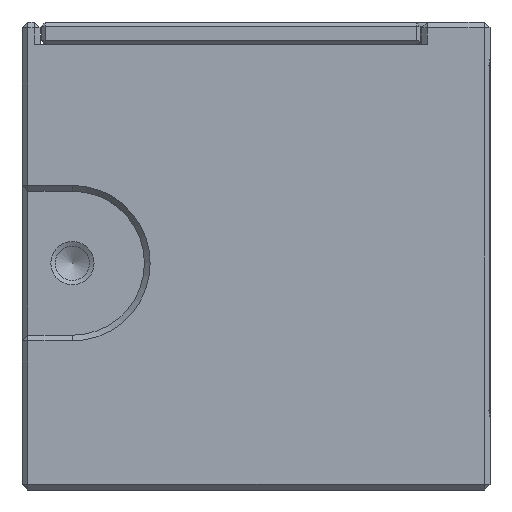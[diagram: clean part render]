
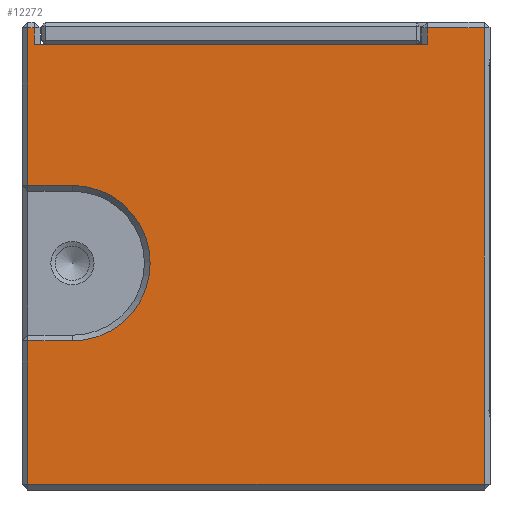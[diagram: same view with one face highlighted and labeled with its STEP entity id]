
A CAD part, left-side view. The second image highlights one B-rep face of the part: STEP entity #12272.
In plain terms, the highlighted planar face has unit normal (-1, 0, 0).
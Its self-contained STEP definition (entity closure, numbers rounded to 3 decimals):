
#460=CIRCLE('',#11303,10.8);
#1067=ORIENTED_EDGE('',*,*,#4686,.T.);
#1068=ORIENTED_EDGE('',*,*,#4687,.T.);
#1069=ORIENTED_EDGE('',*,*,#4688,.F.);
#1070=ORIENTED_EDGE('',*,*,#4689,.F.);
#1071=ORIENTED_EDGE('',*,*,#4690,.F.);
#1072=ORIENTED_EDGE('',*,*,#4691,.F.);
#1073=ORIENTED_EDGE('',*,*,#4692,.F.);
#1074=ORIENTED_EDGE('',*,*,#4693,.T.);
#1075=ORIENTED_EDGE('',*,*,#4694,.T.);
#1076=ORIENTED_EDGE('',*,*,#4695,.T.);
#1077=ORIENTED_EDGE('',*,*,#4684,.F.);
#1078=ORIENTED_EDGE('',*,*,#4624,.T.);
#2606=VECTOR('',#7056,1.);
#2647=VECTOR('',#7161,1.);
#2649=VECTOR('',#7165,1.);
#2650=VECTOR('',#7166,1.);
#2651=VECTOR('',#7167,1.);
#2652=VECTOR('',#7168,1.);
#2653=VECTOR('',#7171,1.);
#2654=VECTOR('',#7172,1.);
#2655=VECTOR('',#7173,1.);
#2656=VECTOR('',#7174,1.);
#2657=VECTOR('',#7175,1.);
#3238=LINE('',#9371,#2606);
#3279=LINE('',#9491,#2647);
#3281=LINE('',#9495,#2649);
#3282=LINE('',#9497,#2650);
#3283=LINE('',#9499,#2651);
#3284=LINE('',#9501,#2652);
#3285=LINE('',#9505,#2653);
#3286=LINE('',#9507,#2654);
#3287=LINE('',#9509,#2655);
#3288=LINE('',#9511,#2656);
#3289=LINE('',#9512,#2657);
#3947=VERTEX_POINT('',#9368);
#3948=VERTEX_POINT('',#9370);
#3995=VERTEX_POINT('',#9490);
#3996=VERTEX_POINT('',#9494);
#3997=VERTEX_POINT('',#9496);
#3998=VERTEX_POINT('',#9498);
#3999=VERTEX_POINT('',#9500);
#4000=VERTEX_POINT('',#9502);
#4001=VERTEX_POINT('',#9504);
#4002=VERTEX_POINT('',#9506);
#4003=VERTEX_POINT('',#9508);
#4004=VERTEX_POINT('',#9510);
#4624=EDGE_CURVE('',#3948,#3947,#3238,.T.);
#4684=EDGE_CURVE('',#3948,#3995,#3279,.T.);
#4686=EDGE_CURVE('',#3947,#3996,#3281,.T.);
#4687=EDGE_CURVE('',#3996,#3997,#3282,.T.);
#4688=EDGE_CURVE('',#3998,#3997,#3283,.T.);
#4689=EDGE_CURVE('',#3999,#3998,#3284,.T.);
#4690=EDGE_CURVE('',#4000,#3999,#460,.T.);
#4691=EDGE_CURVE('',#4001,#4000,#3285,.T.);
#4692=EDGE_CURVE('',#4002,#4001,#3286,.T.);
#4693=EDGE_CURVE('',#4002,#4003,#3287,.T.);
#4694=EDGE_CURVE('',#4003,#4004,#3288,.T.);
#4695=EDGE_CURVE('',#4004,#3995,#3289,.T.);
#5581=EDGE_LOOP('',(#1067,#1068,#1069,#1070,#1071,#1072,#1073,#1074,#1075,
#1076,#1077,#1078));
#6169=FACE_BOUND('',#5581,.T.);
#7056=DIRECTION('',(0.,54.6,0.));
#7161=DIRECTION('',(0.,0.,2.3));
#7163=DIRECTION('',(-1.,0.,0.));
#7164=DIRECTION('',(0.,1.,0.));
#7165=DIRECTION('',(0.,0.,2.3));
#7166=DIRECTION('',(0.,0.9,0.));
#7167=DIRECTION('',(0.,0.,21.9));
#7168=DIRECTION('',(0.,6.2,0.));
#7169=DIRECTION('',(-1.,0.,0.));
#7170=DIRECTION('',(0.,0.,-10.8));
#7171=DIRECTION('',(0.,-6.2,0.));
#7172=DIRECTION('',(0.,0.,19.9));
#7173=DIRECTION('',(0.,-63.4,0.));
#7174=DIRECTION('',(0.,0.,63.4));
#7175=DIRECTION('',(0.,7.9,0.));
#9368=CARTESIAN_POINT('',(2.5,63.3,61.9));
#9370=CARTESIAN_POINT('',(2.5,8.7,61.9));
#9371=CARTESIAN_POINT('',(2.5,8.7,61.9));
#9490=CARTESIAN_POINT('',(2.5,8.7,64.2));
#9491=CARTESIAN_POINT('',(2.5,8.7,61.9));
#9493=CARTESIAN_POINT('',(2.5,65.,0.));
#9494=CARTESIAN_POINT('',(2.5,63.3,64.2));
#9495=CARTESIAN_POINT('',(2.5,63.3,61.9));
#9496=CARTESIAN_POINT('',(2.5,64.2,64.2));
#9497=CARTESIAN_POINT('',(2.5,63.3,64.2));
#9498=CARTESIAN_POINT('',(2.5,64.2,42.3));
#9499=CARTESIAN_POINT('',(2.5,64.2,42.3));
#9500=CARTESIAN_POINT('',(2.5,58.,42.3));
#9501=CARTESIAN_POINT('',(2.5,58.,42.3));
#9502=CARTESIAN_POINT('',(2.5,58.,20.7));
#9503=CARTESIAN_POINT('',(2.5,58.,31.5));
#9504=CARTESIAN_POINT('',(2.5,64.2,20.7));
#9505=CARTESIAN_POINT('',(2.5,64.2,20.7));
#9506=CARTESIAN_POINT('',(2.5,64.2,0.8));
#9507=CARTESIAN_POINT('',(2.5,64.2,0.8));
#9508=CARTESIAN_POINT('',(2.5,0.8,0.8));
#9509=CARTESIAN_POINT('',(2.5,64.2,0.8));
#9510=CARTESIAN_POINT('',(2.5,0.8,64.2));
#9511=CARTESIAN_POINT('',(2.5,0.8,0.8));
#9512=CARTESIAN_POINT('',(2.5,0.8,64.2));
#11302=AXIS2_PLACEMENT_3D('',#9493,#7163,#7164);
#11303=AXIS2_PLACEMENT_3D('',#9503,#7169,#7170);
#11923=PLANE('',#11302);
#12272=ADVANCED_FACE('',(#6169),#11923,.T.);
